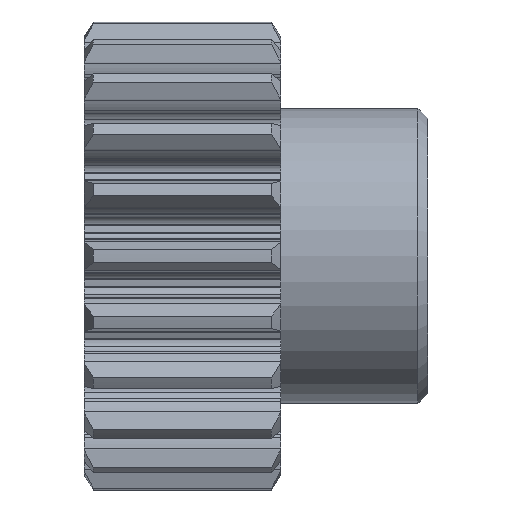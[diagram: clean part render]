
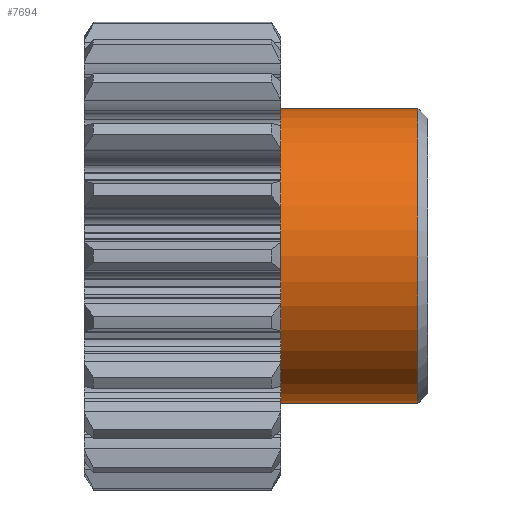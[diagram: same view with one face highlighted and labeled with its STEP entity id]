
A CAD part, front view. The second image highlights one B-rep face of the part: STEP entity #7694.
In plain terms, the highlighted cylindrical face has radius 15 mm (diameter 30 mm), a partial arc.
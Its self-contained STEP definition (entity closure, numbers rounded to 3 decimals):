
#4740=CARTESIAN_POINT('',(20.,0.,15.));
#4741=VERTEX_POINT('',#4740);
#4742=CARTESIAN_POINT('',(20.,-0.,-15.));
#4743=VERTEX_POINT('',#4742);
#4744=CARTESIAN_POINT('',(20.,0.,0.));
#4745=DIRECTION('',(1.,0.,0.));
#4746=DIRECTION('',(0.,0.,-1.));
#4747=AXIS2_PLACEMENT_3D('',#4744,#4745,#4746);
#4748=CIRCLE('',#4747,15.);
#4749=EDGE_CURVE('',#4741,#4743,#4748,.T.);
#7663=CARTESIAN_POINT('',(35.,0.,0.));
#7664=DIRECTION('',(1.,0.,0.));
#7665=DIRECTION('',(0.,0.,-1.));
#7666=AXIS2_PLACEMENT_3D('',#7663,#7664,#7665);
#7667=CYLINDRICAL_SURFACE('',#7666,15.);
#7668=CARTESIAN_POINT('',(34.,0.,15.));
#7669=VERTEX_POINT('',#7668);
#7670=CARTESIAN_POINT('',(34.,0.,15.));
#7671=DIRECTION('',(-1.,-0.,0.));
#7672=VECTOR('',#7671,14.);
#7673=LINE('',#7670,#7672);
#7674=EDGE_CURVE('',#7669,#4741,#7673,.T.);
#7675=ORIENTED_EDGE('',*,*,#7674,.T.);
#7676=ORIENTED_EDGE('',*,*,#4749,.T.);
#7677=CARTESIAN_POINT('',(34.,-0.,-15.));
#7678=VERTEX_POINT('',#7677);
#7679=CARTESIAN_POINT('',(34.,0.,-15.));
#7680=DIRECTION('',(-1.,-0.,0.));
#7681=VECTOR('',#7680,14.);
#7682=LINE('',#7679,#7681);
#7683=EDGE_CURVE('',#7678,#4743,#7682,.T.);
#7684=ORIENTED_EDGE('',*,*,#7683,.F.);
#7685=CARTESIAN_POINT('',(34.,0.,0.));
#7686=DIRECTION('',(1.,0.,0.));
#7687=DIRECTION('',(0.,0.,-1.));
#7688=AXIS2_PLACEMENT_3D('',#7685,#7686,#7687);
#7689=CIRCLE('',#7688,15.);
#7690=EDGE_CURVE('',#7669,#7678,#7689,.T.);
#7691=ORIENTED_EDGE('',*,*,#7690,.F.);
#7692=EDGE_LOOP('',(#7675,#7676,#7684,#7691));
#7693=FACE_BOUND('',#7692,.T.);
#7694=ADVANCED_FACE('',(#7693),#7667,.T.);
